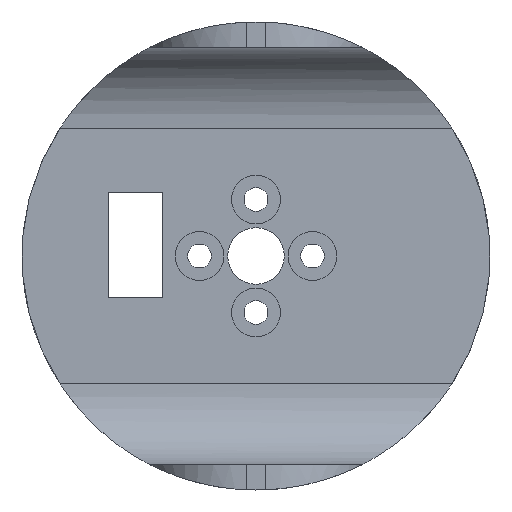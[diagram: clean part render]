
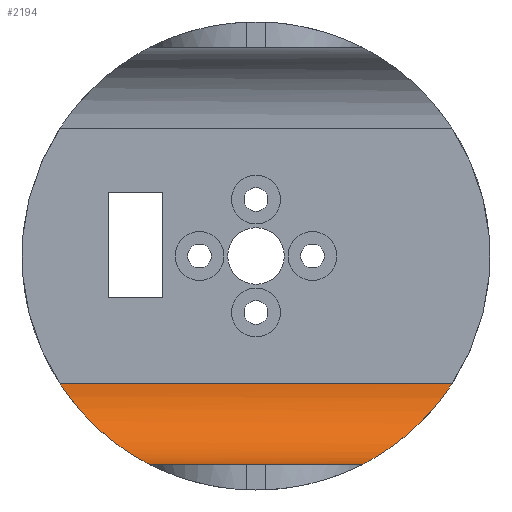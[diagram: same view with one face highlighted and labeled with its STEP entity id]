
A CAD part, front view. The second image highlights one B-rep face of the part: STEP entity #2194.
In plain terms, the highlighted cylindrical face has radius 10 mm (diameter 20 mm), a partial arc.
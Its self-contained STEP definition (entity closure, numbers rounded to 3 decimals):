
#18 = VERTEX_POINT ( 'NONE', #3102 ) ;
#53 = CARTESIAN_POINT ( 'NONE',  ( 16.397, -26.324, -15.612 ) ) ;
#64 = CARTESIAN_POINT ( 'NONE',  ( 10., -19.925, -11.003 ) ) ;
#90 = CARTESIAN_POINT ( 'NONE',  ( 45.411, -23.565, -14.573 ) ) ;
#150 = ORIENTED_EDGE ( 'NONE', *, *, #407, .F. ) ;
#246 = B_SPLINE_CURVE_WITH_KNOTS ( 'NONE', 3,
 ( #2108, #3494, #3463, #376, #2394, #663, #2675, #961, #2954, #1255, #3237, #1541, #3507, #1827, #90, #2117, #389, #2409, #677, #2687, #976, #2966, #1267, #3249 ),
 .UNSPECIFIED., .F., .F.,
 ( 4, 2, 2, 2, 2, 2, 2, 2, 2, 2, 2, 4 ),
 ( 0., 0.002, 0.005, 0.006, 0.007, 0.01, 0.012, 0.015, 0.016, 0.017, 0.018, 0.019 ),
 .UNSPECIFIED. ) ;
#334 = CARTESIAN_POINT ( 'NONE',  ( 16.856, -28.086, -15.85 ) ) ;
#351 = CARTESIAN_POINT ( 'NONE',  ( 15.959, -25.435, -15.375 ) ) ;
#364 = CARTESIAN_POINT ( 'NONE',  ( 9.19, -19.491, -10.201 ) ) ;
#376 = CARTESIAN_POINT ( 'NONE',  ( 52.385, -18.824, -8.454 ) ) ;
#389 = CARTESIAN_POINT ( 'NONE',  ( 44.463, -24.775, -15.137 ) ) ;
#407 = EDGE_CURVE ( 'NONE', #3651, #795, #246, .T. ) ;
#644 = CARTESIAN_POINT ( 'NONE',  ( 15.306, -24.46, -15.003 ) ) ;
#654 = CARTESIAN_POINT ( 'NONE',  ( 8.126, -19.008, -9.056 ) ) ;
#663 = CARTESIAN_POINT ( 'NONE',  ( 51.079, -19.361, -9.92 ) ) ;
#677 = CARTESIAN_POINT ( 'NONE',  ( 43.851, -25.776, -15.479 ) ) ;
#795 = VERTEX_POINT ( 'NONE', #3177 ) ;
#896 = CARTESIAN_POINT ( 'NONE',  ( 16.856, -28.5, -15.85 ) ) ;
#936 = CARTESIAN_POINT ( 'NONE',  ( 14.076, -23.032, -14.245 ) ) ;
#947 = CARTESIAN_POINT ( 'NONE',  ( 6.635, -18.57, -7.196 ) ) ;
#961 = CARTESIAN_POINT ( 'NONE',  ( 50.272, -19.772, -10.741 ) ) ;
#976 = CARTESIAN_POINT ( 'NONE',  ( 43.384, -26.888, -15.727 ) ) ;
#1007 = VERTEX_POINT ( 'NONE', #3351 ) ;
#1016 = ORIENTED_EDGE ( 'NONE', *, *, #3129, .F. ) ;
#1184 = CARTESIAN_POINT ( 'NONE',  ( 16.856, -28.5, -5.85 ) ) ;
#1227 = CARTESIAN_POINT ( 'NONE',  ( 13.003, -22.052, -13.499 ) ) ;
#1243 = CARTESIAN_POINT ( 'NONE',  ( 5.715, -18.5, -5.85 ) ) ;
#1255 = CARTESIAN_POINT ( 'NONE',  ( 49.188, -20.409, -11.757 ) ) ;
#1265 = LINE ( 'NONE', #1422, #3617 ) ;
#1267 = CARTESIAN_POINT ( 'NONE',  ( 43.144, -28.087, -15.85 ) ) ;
#1422 = CARTESIAN_POINT ( 'NONE',  ( 43.144, -18.5, -5.85 ) ) ;
#1481 = DIRECTION ( 'NONE',  ( 1., 0., 0. ) ) ;
#1512 = CARTESIAN_POINT ( 'NONE',  ( 16.664, -27.089, -15.752 ) ) ;
#1521 = CARTESIAN_POINT ( 'NONE',  ( 12.183, -21.386, -12.884 ) ) ;
#1541 = CARTESIAN_POINT ( 'NONE',  ( 47.545, -21.588, -13.101 ) ) ;
#1664 = AXIS2_PLACEMENT_3D ( 'NONE', #1184, #1481, #3446 ) ;
#1792 = CARTESIAN_POINT ( 'NONE',  ( 16.473, -26.51, -15.652 ) ) ;
#1799 = CARTESIAN_POINT ( 'NONE',  ( 10.815, -20.411, -11.759 ) ) ;
#1827 = CARTESIAN_POINT ( 'NONE',  ( 45.927, -23.029, -14.244 ) ) ;
#1887 = CARTESIAN_POINT ( 'NONE',  ( 54.285, -18.5, -5.85 ) ) ;
#2066 = CARTESIAN_POINT ( 'NONE',  ( 16.856, -28.5, -15.85 ) ) ;
#2083 = CARTESIAN_POINT ( 'NONE',  ( 16.151, -25.779, -15.48 ) ) ;
#2095 = CARTESIAN_POINT ( 'NONE',  ( 9.729, -19.773, -10.742 ) ) ;
#2101 = EDGE_CURVE ( 'NONE', #18, #3651, #1265, .T. ) ;
#2108 = CARTESIAN_POINT ( 'NONE',  ( 54.285, -18.5, -5.85 ) ) ;
#2117 = CARTESIAN_POINT ( 'NONE',  ( 44.693, -24.461, -15.004 ) ) ;
#2194 = ADVANCED_FACE ( 'NONE', ( #2695 ), #2611, .F. ) ;
#2376 = CARTESIAN_POINT ( 'NONE',  ( 15.536, -24.775, -15.137 ) ) ;
#2382 = CARTESIAN_POINT ( 'NONE',  ( 8.92, -19.36, -9.92 ) ) ;
#2394 = CARTESIAN_POINT ( 'NONE',  ( 51.874, -19.007, -9.056 ) ) ;
#2401 = EDGE_LOOP ( 'NONE', ( #150, #3161, #2825, #1016 ) ) ;
#2409 = CARTESIAN_POINT ( 'NONE',  ( 44.043, -25.433, -15.374 ) ) ;
#2611 = CYLINDRICAL_SURFACE ( 'NONE', #1664, 10. ) ;
#2652 = CARTESIAN_POINT ( 'NONE',  ( 14.591, -23.567, -14.574 ) ) ;
#2664 = CARTESIAN_POINT ( 'NONE',  ( 7.616, -18.824, -8.455 ) ) ;
#2675 = CARTESIAN_POINT ( 'NONE',  ( 50.811, -19.491, -10.201 ) ) ;
#2687 = CARTESIAN_POINT ( 'NONE',  ( 43.52, -26.506, -15.656 ) ) ;
#2695 = FACE_OUTER_BOUND ( 'NONE', #2401, .T. ) ;
#2825 = ORIENTED_EDGE ( 'NONE', *, *, #3230, .F. ) ;
#2888 = VECTOR ( 'NONE', #3431, 1000. ) ;
#2934 = CARTESIAN_POINT ( 'NONE',  ( 13.276, -22.29, -13.694 ) ) ;
#2945 = CARTESIAN_POINT ( 'NONE',  ( 6.164, -18.5, -6.539 ) ) ;
#2954 = CARTESIAN_POINT ( 'NONE',  ( 50.002, -19.924, -11.001 ) ) ;
#2966 = CARTESIAN_POINT ( 'NONE',  ( 43.196, -27.675, -15.824 ) ) ;
#3102 = CARTESIAN_POINT ( 'NONE',  ( 5.715, -18.5, -5.85 ) ) ;
#3117 = DIRECTION ( 'NONE',  ( 1., 0., 0. ) ) ;
#3129 = EDGE_CURVE ( 'NONE', #795, #1007, #3368, .T. ) ;
#3161 = ORIENTED_EDGE ( 'NONE', *, *, #2101, .F. ) ;
#3163 = B_SPLINE_CURVE_WITH_KNOTS ( 'NONE', 3,
 ( #2066, #334, #3202, #1512, #3472, #1792, #53, #2083, #351, #2376, #644, #2652, #936, #2934, #1227, #3211, #1521, #3486, #1799, #64, #2095, #364, #2382, #654, #2664, #947, #2945, #1243 ),
 .UNSPECIFIED., .F., .F.,
 ( 4, 2, 2, 2, 2, 2, 2, 2, 2, 2, 2, 2, 2, 4 ),
 ( 0., 0.001, 0.002, 0.002, 0.004, 0.005, 0.007, 0.009, 0.01, 0.012, 0.013, 0.015, 0.017, 0.02 ),
 .UNSPECIFIED. ) ;
#3177 = CARTESIAN_POINT ( 'NONE',  ( 43.144, -28.5, -15.85 ) ) ;
#3202 = CARTESIAN_POINT ( 'NONE',  ( 16.805, -27.682, -15.824 ) ) ;
#3211 = CARTESIAN_POINT ( 'NONE',  ( 12.457, -21.6, -13.094 ) ) ;
#3230 = EDGE_CURVE ( 'NONE', #1007, #18, #3163, .T. ) ;
#3237 = CARTESIAN_POINT ( 'NONE',  ( 48.641, -20.774, -12.227 ) ) ;
#3249 = CARTESIAN_POINT ( 'NONE',  ( 43.144, -28.5, -15.85 ) ) ;
#3351 = CARTESIAN_POINT ( 'NONE',  ( 16.856, -28.5, -15.85 ) ) ;
#3368 = LINE ( 'NONE', #896, #2888 ) ;
#3431 = DIRECTION ( 'NONE',  ( -1., 0., 0. ) ) ;
#3446 = DIRECTION ( 'NONE',  ( 0., 0., -1. ) ) ;
#3463 = CARTESIAN_POINT ( 'NONE',  ( 53.366, -18.57, -7.195 ) ) ;
#3472 = CARTESIAN_POINT ( 'NONE',  ( 16.607, -26.893, -15.722 ) ) ;
#3486 = CARTESIAN_POINT ( 'NONE',  ( 11.362, -20.775, -12.229 ) ) ;
#3494 = CARTESIAN_POINT ( 'NONE',  ( 53.836, -18.5, -6.538 ) ) ;
#3507 = CARTESIAN_POINT ( 'NONE',  ( 46.993, -22.041, -13.509 ) ) ;
#3617 = VECTOR ( 'NONE', #3117, 1000. ) ;
#3651 = VERTEX_POINT ( 'NONE', #1887 ) ;
